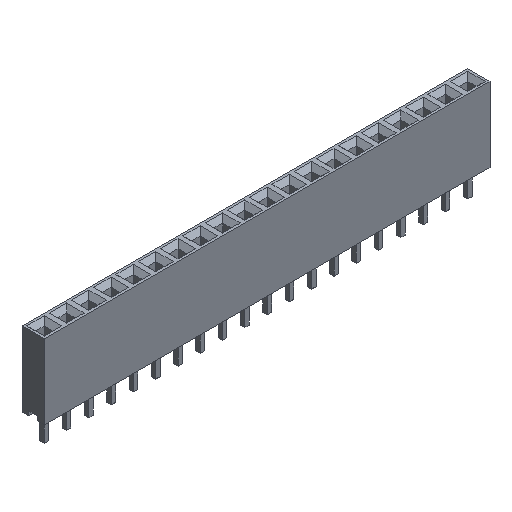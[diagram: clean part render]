
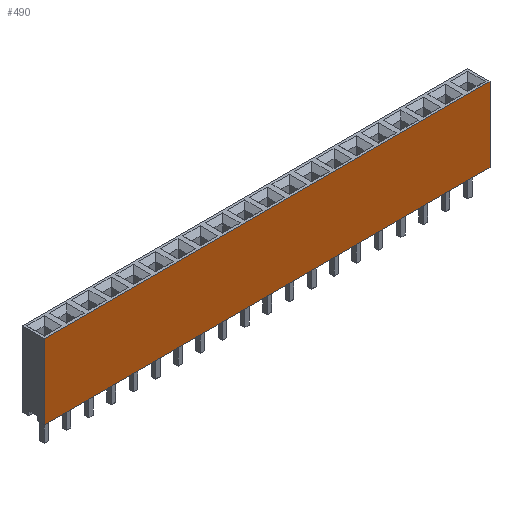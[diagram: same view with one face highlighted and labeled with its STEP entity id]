
A CAD part, isometric view. The second image highlights one B-rep face of the part: STEP entity #490.
In plain terms, the highlighted planar face has unit normal (0, -1, 0).
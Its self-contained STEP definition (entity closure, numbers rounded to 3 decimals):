
#490 = ADVANCED_FACE ( 'NONE', ( #1448 ), #7797, .F. ) ;
#1158 = VECTOR ( 'NONE', #2067, 1000. ) ;
#1397 = EDGE_CURVE ( 'NONE', #7384, #6554, #13089, .T. ) ;
#1448 = FACE_OUTER_BOUND ( 'NONE', #7933, .T. ) ;
#1511 = ORIENTED_EDGE ( 'NONE', *, *, #11041, .F. ) ;
#1842 = LINE ( 'NONE', #12842, #1158 ) ;
#1906 = VECTOR ( 'NONE', #6865, 1000. ) ;
#2067 = DIRECTION ( 'NONE',  ( 1., 0., 0. ) ) ;
#2110 = CARTESIAN_POINT ( 'NONE',  ( -1.27, -1.27, 0. ) ) ;
#2750 = AXIS2_PLACEMENT_3D ( 'NONE', #7698, #6716, #6633 ) ;
#3618 = DIRECTION ( 'NONE',  ( 0., 0., -1. ) ) ;
#4537 = LINE ( 'NONE', #12290, #7377 ) ;
#4592 = ORIENTED_EDGE ( 'NONE', *, *, #1397, .F. ) ;
#5080 = EDGE_CURVE ( 'NONE', #11301, #6376, #1842, .T. ) ;
#5720 = CARTESIAN_POINT ( 'NONE',  ( -1.27, -1.27, 8.5 ) ) ;
#6376 = VERTEX_POINT ( 'NONE', #12695 ) ;
#6554 = VERTEX_POINT ( 'NONE', #10438 ) ;
#6633 = DIRECTION ( 'NONE',  ( 0., 0., 1. ) ) ;
#6716 = DIRECTION ( 'NONE',  ( 0., 1., 0. ) ) ;
#6865 = DIRECTION ( 'NONE',  ( 0., 0., -1. ) ) ;
#7349 = VECTOR ( 'NONE', #12827, 1000. ) ;
#7377 = VECTOR ( 'NONE', #3618, 1000. ) ;
#7384 = VERTEX_POINT ( 'NONE', #5720 ) ;
#7687 = LINE ( 'NONE', #10117, #1906 ) ;
#7698 = CARTESIAN_POINT ( 'NONE',  ( -1.27, -1.27, 8.5 ) ) ;
#7797 = PLANE ( 'NONE',  #2750 ) ;
#7933 = EDGE_LOOP ( 'NONE', ( #8860, #1511, #4592, #13768 ) ) ;
#8274 = CARTESIAN_POINT ( 'NONE',  ( -1.27, -1.27, 8.5 ) ) ;
#8860 = ORIENTED_EDGE ( 'NONE', *, *, #5080, .T. ) ;
#10117 = CARTESIAN_POINT ( 'NONE',  ( 49.53, -1.27, 8.5 ) ) ;
#10438 = CARTESIAN_POINT ( 'NONE',  ( 49.53, -1.27, 8.5 ) ) ;
#10520 = EDGE_CURVE ( 'NONE', #7384, #11301, #4537, .T. ) ;
#11041 = EDGE_CURVE ( 'NONE', #6554, #6376, #7687, .T. ) ;
#11301 = VERTEX_POINT ( 'NONE', #2110 ) ;
#12290 = CARTESIAN_POINT ( 'NONE',  ( -1.27, -1.27, 8.5 ) ) ;
#12695 = CARTESIAN_POINT ( 'NONE',  ( 49.53, -1.27, 0. ) ) ;
#12827 = DIRECTION ( 'NONE',  ( 1., 0., 0. ) ) ;
#12842 = CARTESIAN_POINT ( 'NONE',  ( -1.27, -1.27, 0. ) ) ;
#13089 = LINE ( 'NONE', #8274, #7349 ) ;
#13768 = ORIENTED_EDGE ( 'NONE', *, *, #10520, .T. ) ;
